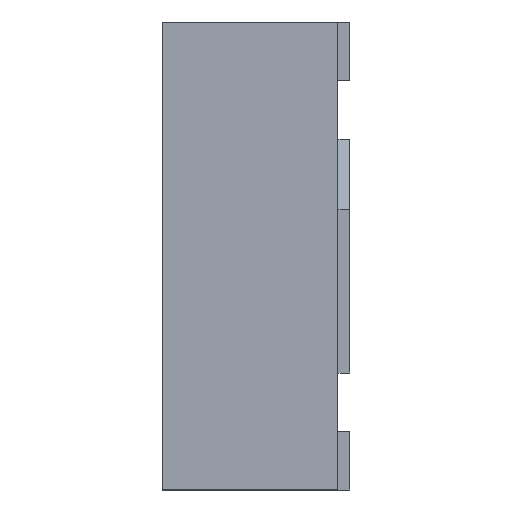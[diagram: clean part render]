
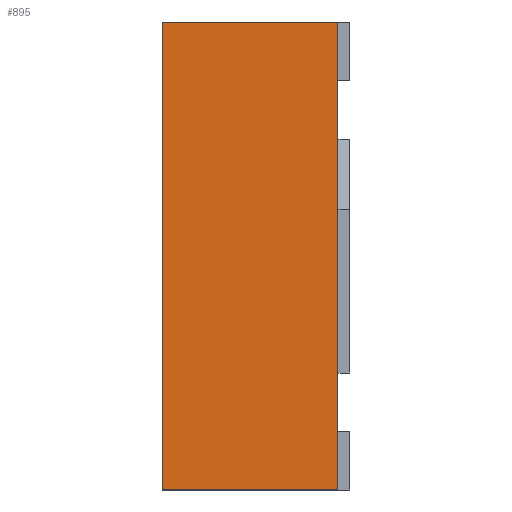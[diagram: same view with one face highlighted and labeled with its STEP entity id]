
A CAD part, left-side view. The second image highlights one B-rep face of the part: STEP entity #895.
In plain terms, the highlighted planar face has unit normal (-1, 0, 0).
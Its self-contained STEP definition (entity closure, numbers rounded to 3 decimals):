
#236 = EDGE_CURVE ( 'NONE', #1275, #2357, #1942, .T. ) ;
#248 = DIRECTION ( 'NONE',  ( 0., 0., 1. ) ) ;
#264 = VECTOR ( 'NONE', #248, 1000. ) ;
#293 = LINE ( 'NONE', #1008, #2434 ) ;
#391 = EDGE_CURVE ( 'NONE', #1275, #1735, #2462, .T. ) ;
#468 = DIRECTION ( 'NONE',  ( 0., -1., 0. ) ) ;
#535 = VECTOR ( 'NONE', #719, 1000. ) ;
#673 = EDGE_CURVE ( 'NONE', #2357, #1308, #293, .T. ) ;
#719 = DIRECTION ( 'NONE',  ( 0., 0., 1. ) ) ;
#894 = VECTOR ( 'NONE', #1968, 1000. ) ;
#895 = ADVANCED_FACE ( 'NONE', ( #2184 ), #1954, .F. ) ;
#967 = CARTESIAN_POINT ( 'NONE',  ( -1., 0.05, -1. ) ) ;
#1008 = CARTESIAN_POINT ( 'NONE',  ( -1., 4.428, 1. ) ) ;
#1093 = CARTESIAN_POINT ( 'NONE',  ( -1., 0.8, -1. ) ) ;
#1095 = ORIENTED_EDGE ( 'NONE', *, *, #236, .F. ) ;
#1163 = DIRECTION ( 'NONE',  ( 1., 0., 0. ) ) ;
#1174 = CARTESIAN_POINT ( 'NONE',  ( -1., 4.428, 1. ) ) ;
#1178 = CARTESIAN_POINT ( 'NONE',  ( -1., 0.8, 1. ) ) ;
#1196 = EDGE_CURVE ( 'NONE', #1735, #1308, #1572, .T. ) ;
#1275 = VERTEX_POINT ( 'NONE', #1093 ) ;
#1308 = VERTEX_POINT ( 'NONE', #1550 ) ;
#1352 = ORIENTED_EDGE ( 'NONE', *, *, #391, .T. ) ;
#1367 = DIRECTION ( 'NONE',  ( 0., 0., -1. ) ) ;
#1378 = ORIENTED_EDGE ( 'NONE', *, *, #673, .F. ) ;
#1409 = EDGE_LOOP ( 'NONE', ( #1095, #1352, #2191, #1378 ) ) ;
#1550 = CARTESIAN_POINT ( 'NONE',  ( -1., 0.05, 1. ) ) ;
#1572 = LINE ( 'NONE', #1798, #264 ) ;
#1735 = VERTEX_POINT ( 'NONE', #967 ) ;
#1798 = CARTESIAN_POINT ( 'NONE',  ( -1., 0.05, 1. ) ) ;
#1942 = LINE ( 'NONE', #2495, #535 ) ;
#1954 = PLANE ( 'NONE',  #2025 ) ;
#1968 = DIRECTION ( 'NONE',  ( 0., -1., 0. ) ) ;
#2025 = AXIS2_PLACEMENT_3D ( 'NONE', #1174, #1163, #1367 ) ;
#2131 = CARTESIAN_POINT ( 'NONE',  ( -1., 4.428, -1. ) ) ;
#2184 = FACE_OUTER_BOUND ( 'NONE', #1409, .T. ) ;
#2191 = ORIENTED_EDGE ( 'NONE', *, *, #1196, .T. ) ;
#2357 = VERTEX_POINT ( 'NONE', #1178 ) ;
#2434 = VECTOR ( 'NONE', #468, 1000. ) ;
#2462 = LINE ( 'NONE', #2131, #894 ) ;
#2495 = CARTESIAN_POINT ( 'NONE',  ( -1., 0.8, 1. ) ) ;
